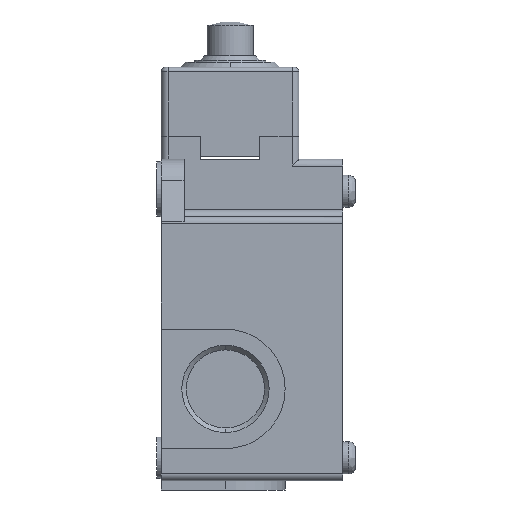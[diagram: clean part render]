
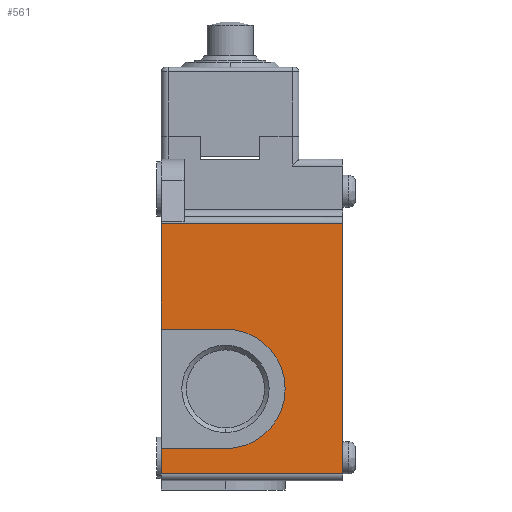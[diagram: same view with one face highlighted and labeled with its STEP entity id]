
A CAD part, left-side view. The second image highlights one B-rep face of the part: STEP entity #561.
In plain terms, the highlighted planar face has unit normal (-1, 0, 0).
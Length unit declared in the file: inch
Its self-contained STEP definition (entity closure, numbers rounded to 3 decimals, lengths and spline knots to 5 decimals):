
#345 = EDGE_CURVE ( 'NONE', #3485, #4399, #679, .T. ) ;
#450 = CARTESIAN_POINT ( 'NONE',  ( -1.14173, -0.59055, -1.7126 ) ) ;
#549 = LINE ( 'NONE', #1371, #6966 ) ;
#561 = ADVANCED_FACE ( 'NONE', ( #5674 ), #7493, .T. ) ;
#588 = CARTESIAN_POINT ( 'NONE',  ( -1.14173, -0.03937, -2.44094 ) ) ;
#591 = VERTEX_POINT ( 'NONE', #3781 ) ;
#679 = LINE ( 'NONE', #7517, #7398 ) ;
#770 = LINE ( 'NONE', #3026, #7793 ) ;
#856 = EDGE_LOOP ( 'NONE', ( #7768, #935, #5302, #4100, #6638, #917, #1741, #8350 ) ) ;
#917 = ORIENTED_EDGE ( 'NONE', *, *, #345, .F. ) ;
#935 = ORIENTED_EDGE ( 'NONE', *, *, #3577, .F. ) ;
#1088 = CARTESIAN_POINT ( 'NONE',  ( -1.14173, -0.03937, -2.5 ) ) ;
#1108 = DIRECTION ( 'NONE',  ( -1., 0., 0. ) ) ;
#1360 = CARTESIAN_POINT ( 'NONE',  ( -1.14173, -0.59055, -1.20079 ) ) ;
#1371 = CARTESIAN_POINT ( 'NONE',  ( -1.14173, -0.03937, -1.20079 ) ) ;
#1610 = AXIS2_PLACEMENT_3D ( 'NONE', #1088, #1108, #6351 ) ;
#1616 = EDGE_CURVE ( 'NONE', #3485, #5280, #5483, .T. ) ;
#1653 = DIRECTION ( 'NONE',  ( 0., 1., 0. ) ) ;
#1741 = ORIENTED_EDGE ( 'NONE', *, *, #1616, .T. ) ;
#1824 = VERTEX_POINT ( 'NONE', #4369 ) ;
#1937 = DIRECTION ( 'NONE',  ( 0., 0., 1. ) ) ;
#2159 = CARTESIAN_POINT ( 'NONE',  ( -1.14173, -1.59449, -2.44094 ) ) ;
#2317 = EDGE_CURVE ( 'NONE', #591, #5604, #770, .T. ) ;
#2471 = LINE ( 'NONE', #4029, #2781 ) ;
#2611 = CARTESIAN_POINT ( 'NONE',  ( -1.14173, -0.03937, -2.44094 ) ) ;
#2662 = VERTEX_POINT ( 'NONE', #4786 ) ;
#2781 = VECTOR ( 'NONE', #3218, 39.37008 ) ;
#3025 = DIRECTION ( 'NONE',  ( 0., 0., -1. ) ) ;
#3026 = CARTESIAN_POINT ( 'NONE',  ( -1.14173, -0.03937, -1.20079 ) ) ;
#3068 = EDGE_CURVE ( 'NONE', #5280, #7933, #5631, .T. ) ;
#3218 = DIRECTION ( 'NONE',  ( 0., 1., 0. ) ) ;
#3415 = EDGE_CURVE ( 'NONE', #7933, #1824, #7689, .T. ) ;
#3485 = VERTEX_POINT ( 'NONE', #588 ) ;
#3577 = EDGE_CURVE ( 'NONE', #591, #1824, #549, .T. ) ;
#3781 = CARTESIAN_POINT ( 'NONE',  ( -1.14173, -0.03937, -1.20079 ) ) ;
#3977 = DIRECTION ( 'NONE',  ( 0., -1., 0. ) ) ;
#4029 = CARTESIAN_POINT ( 'NONE',  ( -1.14173, -0.03937, -2.22441 ) ) ;
#4100 = ORIENTED_EDGE ( 'NONE', *, *, #6492, .T. ) ;
#4204 = DIRECTION ( 'NONE',  ( 0., 0., 1. ) ) ;
#4355 = CARTESIAN_POINT ( 'NONE',  ( -1.14173, -0.03937, -0.29528 ) ) ;
#4369 = CARTESIAN_POINT ( 'NONE',  ( -1.14173, -0.03937, -0.29528 ) ) ;
#4399 = VERTEX_POINT ( 'NONE', #5635 ) ;
#4443 = CIRCLE ( 'NONE', #7753, 0.51181 ) ;
#4786 = CARTESIAN_POINT ( 'NONE',  ( -1.14173, -0.59055, -2.22441 ) ) ;
#5010 = DIRECTION ( 'NONE',  ( 0., -1., 0. ) ) ;
#5113 = EDGE_CURVE ( 'NONE', #2662, #4399, #2471, .T. ) ;
#5280 = VERTEX_POINT ( 'NONE', #2159 ) ;
#5302 = ORIENTED_EDGE ( 'NONE', *, *, #2317, .T. ) ;
#5483 = LINE ( 'NONE', #2611, #7299 ) ;
#5484 = CARTESIAN_POINT ( 'NONE',  ( -1.14173, -1.59449, -2.5 ) ) ;
#5604 = VERTEX_POINT ( 'NONE', #1360 ) ;
#5631 = LINE ( 'NONE', #5484, #6942 ) ;
#5635 = CARTESIAN_POINT ( 'NONE',  ( -1.14173, -0.03937, -2.22441 ) ) ;
#5674 = FACE_OUTER_BOUND ( 'NONE', #856, .T. ) ;
#6015 = CARTESIAN_POINT ( 'NONE',  ( -1.14173, -1.59449, -0.29528 ) ) ;
#6189 = DIRECTION ( 'NONE',  ( 0., 0., 1. ) ) ;
#6351 = DIRECTION ( 'NONE',  ( 0., 0., 1. ) ) ;
#6492 = EDGE_CURVE ( 'NONE', #5604, #2662, #4443, .T. ) ;
#6638 = ORIENTED_EDGE ( 'NONE', *, *, #5113, .T. ) ;
#6942 = VECTOR ( 'NONE', #4204, 39.37008 ) ;
#6943 = DIRECTION ( 'NONE',  ( 1., 0., 0. ) ) ;
#6966 = VECTOR ( 'NONE', #1937, 39.37008 ) ;
#7299 = VECTOR ( 'NONE', #3977, 39.37008 ) ;
#7398 = VECTOR ( 'NONE', #6189, 39.37008 ) ;
#7493 = PLANE ( 'NONE',  #1610 ) ;
#7517 = CARTESIAN_POINT ( 'NONE',  ( -1.14173, -0.03937, -1.20079 ) ) ;
#7689 = LINE ( 'NONE', #4355, #8108 ) ;
#7753 = AXIS2_PLACEMENT_3D ( 'NONE', #450, #6943, #3025 ) ;
#7768 = ORIENTED_EDGE ( 'NONE', *, *, #3415, .T. ) ;
#7793 = VECTOR ( 'NONE', #5010, 39.37008 ) ;
#7933 = VERTEX_POINT ( 'NONE', #6015 ) ;
#8108 = VECTOR ( 'NONE', #1653, 39.37008 ) ;
#8350 = ORIENTED_EDGE ( 'NONE', *, *, #3068, .T. ) ;
